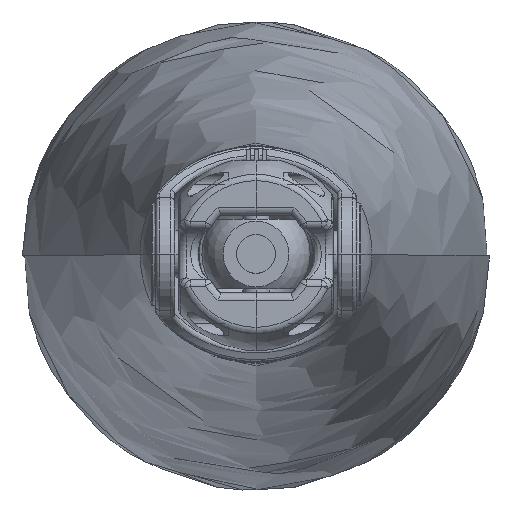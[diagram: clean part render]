
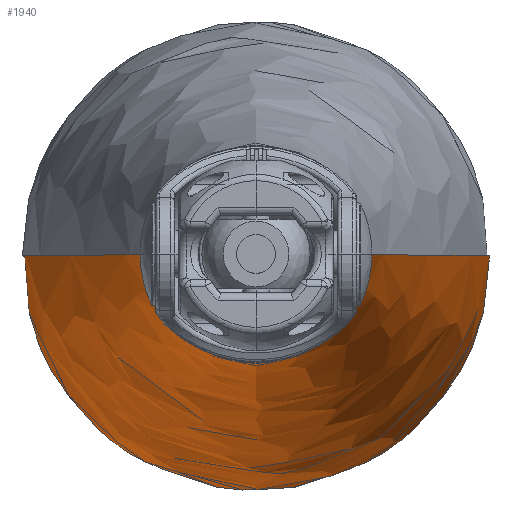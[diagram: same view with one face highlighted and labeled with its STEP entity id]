
A CAD part, top view. The second image highlights one B-rep face of the part: STEP entity #1940.
In plain terms, the highlighted free-form (B-spline) face has degree [3, 3] with [4, 4] control points.
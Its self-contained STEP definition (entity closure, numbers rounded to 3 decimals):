
#703 = CARTESIAN_POINT ( 'NONE',  ( 28.18, 20.928, -56.36 ) ) ;
#781 = CARTESIAN_POINT ( 'NONE',  ( -82.156, -229.991, 0. ) ) ;
#1504 = EDGE_CURVE ( 'NONE', #13160, #24670, #10434, .T. ) ;
#1940 = ADVANCED_FACE ( 'NONE', ( #18912 ), #20430, .T. ) ;
#1981 = CARTESIAN_POINT ( 'NONE',  ( -82.156, -229.991, 0. ) ) ;
#2792 = CARTESIAN_POINT ( 'NONE',  ( 50., -350., -100. ) ) ;
#3273 = DIRECTION ( 'NONE',  ( 0., -1., 0. ) ) ;
#3329 = ORIENTED_EDGE ( 'NONE', *, *, #23780, .T. ) ;
#4682 = CARTESIAN_POINT ( 'NONE',  ( -28.18, 20.928, -56.36 ) ) ;
#4771 = CARTESIAN_POINT ( 'NONE',  ( -50., -350., 0. ) ) ;
#4847 = B_SPLINE_CURVE_WITH_KNOTS ( 'NONE', 3,
 ( #13603, #1981, #19752, #7903 ),
 .UNSPECIFIED., .F., .F.,
 ( 4, 4 ),
 ( 0., 0.967 ),
 .UNSPECIFIED. ) ;
#5095 = CARTESIAN_POINT ( 'NONE',  ( 50., -350., 0. ) ) ;
#6278 = DIRECTION ( 'NONE',  ( 0., 1., 0. ) ) ;
#6642 = CARTESIAN_POINT ( 'NONE',  ( 31.599, -113.937, 0. ) ) ;
#7903 = CARTESIAN_POINT ( 'NONE',  ( -28.18, 20.928, 0. ) ) ;
#8202 = VERTEX_POINT ( 'NONE', #17025 ) ;
#8602 = CARTESIAN_POINT ( 'NONE',  ( -31.599, -113.937, -63.198 ) ) ;
#8653 = ORIENTED_EDGE ( 'NONE', *, *, #13394, .T. ) ;
#8884 = EDGE_CURVE ( 'NONE', #24670, #11405, #22623, .T. ) ;
#8898 = CARTESIAN_POINT ( 'NONE',  ( 28.18, 20.928, 0. ) ) ;
#10434 = B_SPLINE_CURVE_WITH_KNOTS ( 'NONE', 3,
 ( #8898, #16873, #12969, #14946 ),
 .UNSPECIFIED., .F., .F.,
 ( 4, 4 ),
 ( 0.033, 1. ),
 .UNSPECIFIED. ) ;
#10561 = CARTESIAN_POINT ( 'NONE',  ( 82.156, -229.991, 0. ) ) ;
#11382 = CIRCLE ( 'NONE', #22522, 28.18 ) ;
#11405 = VERTEX_POINT ( 'NONE', #18820 ) ;
#11762 = CARTESIAN_POINT ( 'NONE',  ( 0., -350., 0. ) ) ;
#12573 = CARTESIAN_POINT ( 'NONE',  ( -82.156, -229.991, -164.313 ) ) ;
#12969 = CARTESIAN_POINT ( 'NONE',  ( 82.156, -229.991, 0. ) ) ;
#13160 = VERTEX_POINT ( 'NONE', #18155 ) ;
#13394 = EDGE_CURVE ( 'NONE', #8202, #13160, #11382, .T. ) ;
#13603 = CARTESIAN_POINT ( 'NONE',  ( -50., -350., 0. ) ) ;
#13732 = DIRECTION ( 'NONE',  ( -1., 0., 0. ) ) ;
#14536 = CARTESIAN_POINT ( 'NONE',  ( 50., -350., 0. ) ) ;
#14946 = CARTESIAN_POINT ( 'NONE',  ( 50., -350., 0. ) ) ;
#15035 = CARTESIAN_POINT ( 'NONE',  ( 0., 20.928, 0. ) ) ;
#15947 = AXIS2_PLACEMENT_3D ( 'NONE', #11762, #6278, #13732 ) ;
#16556 = CARTESIAN_POINT ( 'NONE',  ( -50., -350., -100. ) ) ;
#16873 = CARTESIAN_POINT ( 'NONE',  ( 31.599, -113.937, 0. ) ) ;
#16916 = ORIENTED_EDGE ( 'NONE', *, *, #8884, .T. ) ;
#17025 = CARTESIAN_POINT ( 'NONE',  ( -28.18, 20.928, 0. ) ) ;
#17043 = DIRECTION ( 'NONE',  ( -1., 0., 0. ) ) ;
#18155 = CARTESIAN_POINT ( 'NONE',  ( 28.18, 20.928, 0. ) ) ;
#18473 = CARTESIAN_POINT ( 'NONE',  ( -28.18, 20.928, 0. ) ) ;
#18820 = CARTESIAN_POINT ( 'NONE',  ( -50., -350., 0. ) ) ;
#18912 = FACE_OUTER_BOUND ( 'NONE', #20902, .T. ) ;
#19752 = CARTESIAN_POINT ( 'NONE',  ( -31.599, -113.937, 0. ) ) ;
#20337 = CARTESIAN_POINT ( 'NONE',  ( 28.18, 20.928, 0. ) ) ;
#20430 =( BOUNDED_SURFACE ( )  B_SPLINE_SURFACE ( 3, 3, ( 
 ( #20337, #703, #4682, #18473 ),
 ( #6642, #20431, #8602, #22426 ),
 ( #10561, #24398, #12573, #781 ),
 ( #14536, #2792, #16556, #4771 ) ),
 .UNSPECIFIED., .F., .F., .F. ) 
 B_SPLINE_SURFACE_WITH_KNOTS ( ( 4, 4 ),
 ( 4, 4 ),
 ( 0.033, 1. ),
 ( 0., 1. ),
 .UNSPECIFIED. ) 
 GEOMETRIC_REPRESENTATION_ITEM ( )  RATIONAL_B_SPLINE_SURFACE ( (
 ( 1., 0.333, 0.333, 1.),
 ( 1., 0.333, 0.333, 1.),
 ( 1., 0.333, 0.333, 1.),
 ( 1., 0.333, 0.333, 1.) ) ) 
 REPRESENTATION_ITEM ( '' )  SURFACE ( )  );
#20431 = CARTESIAN_POINT ( 'NONE',  ( 31.599, -113.937, -63.198 ) ) ;
#20902 = EDGE_LOOP ( 'NONE', ( #3329, #8653, #22448, #16916 ) ) ;
#22426 = CARTESIAN_POINT ( 'NONE',  ( -31.599, -113.937, 0. ) ) ;
#22448 = ORIENTED_EDGE ( 'NONE', *, *, #1504, .T. ) ;
#22522 = AXIS2_PLACEMENT_3D ( 'NONE', #15035, #3273, #17043 ) ;
#22623 = CIRCLE ( 'NONE', #15947, 50. ) ;
#23780 = EDGE_CURVE ( 'NONE', #11405, #8202, #4847, .T. ) ;
#24398 = CARTESIAN_POINT ( 'NONE',  ( 82.156, -229.991, -164.313 ) ) ;
#24670 = VERTEX_POINT ( 'NONE', #5095 ) ;
